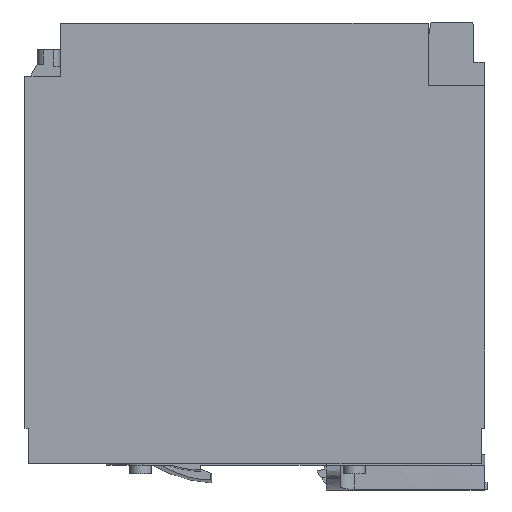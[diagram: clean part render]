
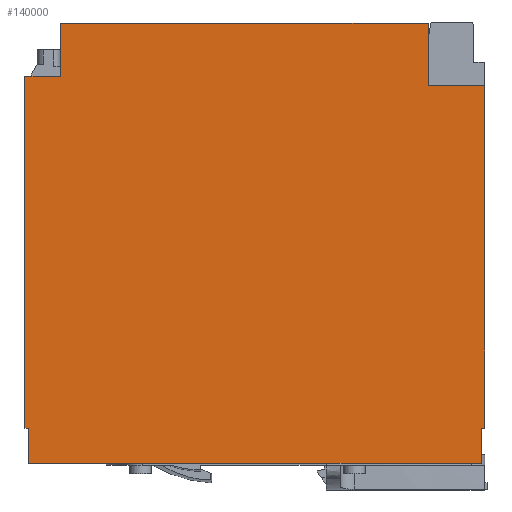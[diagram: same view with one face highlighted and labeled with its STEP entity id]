
A CAD part, left-side view. The second image highlights one B-rep face of the part: STEP entity #140000.
In plain terms, the highlighted face is planar.
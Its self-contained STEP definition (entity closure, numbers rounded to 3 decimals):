
#2510=CARTESIAN_POINT('',(41.,-96.5,-65.));
#2520=VERTEX_POINT('',#2510);
#2550=CARTESIAN_POINT('',(41.,0.,-65.));
#2560=DIRECTION('',(0.,-1.,0.));
#2570=VECTOR('',#2560,1.);
#2580=LINE('',#2550,#2570);
#2590=CARTESIAN_POINT('',(41.,3.,-65.));
#2600=VERTEX_POINT('',#2590);
#2610=EDGE_CURVE('',#2600,#2520,#2580,.T.);
#71230=CARTESIAN_POINT('',(41.,0.,65.));
#71240=DIRECTION('',(0.,1.,0.));
#71250=VECTOR('',#71240,1.);
#71260=LINE('',#71230,#71250);
#71270=CARTESIAN_POINT('',(41.,-93.8,65.));
#71280=VERTEX_POINT('',#71270);
#71290=CARTESIAN_POINT('',(41.,3.,65.));
#71300=VERTEX_POINT('',#71290);
#71310=EDGE_CURVE('',#71280,#71300,#71260,.T.);
#139150=CARTESIAN_POINT('',(41.,-111.5,-27.533));
#139160=DIRECTION('',(-1.,-0.,-0.));
#139170=DIRECTION('',(0.,0.,-1.));
#139180=AXIS2_PLACEMENT_3D('',#139150,#139160,#139170);
#139190=PLANE('',#139180);
#139200=CARTESIAN_POINT('',(41.,13.,0.));
#139210=DIRECTION('',(0.,0.,1.));
#139220=VECTOR('',#139210,1.);
#139230=LINE('',#139200,#139220);
#139240=CARTESIAN_POINT('',(41.,13.,-64.));
#139250=VERTEX_POINT('',#139240);
#139260=CARTESIAN_POINT('',(41.,13.,64.));
#139270=VERTEX_POINT('',#139260);
#139280=EDGE_CURVE('',#139250,#139270,#139230,.T.);
#139290=ORIENTED_EDGE('',*,*,#139280,.T.);
#139300=CARTESIAN_POINT('',(41.,0.,-64.));
#139310=DIRECTION('',(0.,-1.,0.));
#139320=VECTOR('',#139310,1.);
#139330=LINE('',#139300,#139320);
#139340=CARTESIAN_POINT('',(41.,3.,-64.));
#139350=VERTEX_POINT('',#139340);
#139360=EDGE_CURVE('',#139250,#139350,#139330,.T.);
#139370=ORIENTED_EDGE('',*,*,#139360,.F.);
#139380=CARTESIAN_POINT('',(41.,3.,0.));
#139390=DIRECTION('',(0.,0.,1.));
#139400=VECTOR('',#139390,1.);
#139410=LINE('',#139380,#139400);
#139420=EDGE_CURVE('',#2600,#139350,#139410,.T.);
#139430=ORIENTED_EDGE('',*,*,#139420,.T.);
#139440=ORIENTED_EDGE('',*,*,#2610,.F.);
#139450=CARTESIAN_POINT('',(41.,-96.5,0.));
#139460=DIRECTION('',(0.,0.,1.));
#139470=VECTOR('',#139460,1.);
#139480=LINE('',#139450,#139470);
#139490=CARTESIAN_POINT('',(41.,-96.5,-55.));
#139500=VERTEX_POINT('',#139490);
#139510=EDGE_CURVE('',#2520,#139500,#139480,.T.);
#139520=ORIENTED_EDGE('',*,*,#139510,.F.);
#139530=CARTESIAN_POINT('',(41.,0.,-55.));
#139540=DIRECTION('',(0.,-1.,0.));
#139550=VECTOR('',#139540,1.);
#139560=LINE('',#139530,#139550);
#139570=CARTESIAN_POINT('',(41.,-111.5,-55.));
#139580=VERTEX_POINT('',#139570);
#139590=EDGE_CURVE('',#139500,#139580,#139560,.T.);
#139600=ORIENTED_EDGE('',*,*,#139590,.F.);
#139610=CARTESIAN_POINT('',(41.,-111.5,0.));
#139620=DIRECTION('',(0.,0.,1.));
#139630=VECTOR('',#139620,1.);
#139640=LINE('',#139610,#139630);
#139650=CARTESIAN_POINT('',(41.,-111.5,49.));
#139660=VERTEX_POINT('',#139650);
#139670=EDGE_CURVE('',#139580,#139660,#139640,.T.);
#139680=ORIENTED_EDGE('',*,*,#139670,.F.);
#139690=CARTESIAN_POINT('',(41.,0.,49.));
#139700=DIRECTION('',(0.,1.,0.));
#139710=VECTOR('',#139700,1.);
#139720=LINE('',#139690,#139710);
#139730=CARTESIAN_POINT('',(41.,-93.8,49.));
#139740=VERTEX_POINT('',#139730);
#139750=EDGE_CURVE('',#139660,#139740,#139720,.T.);
#139760=ORIENTED_EDGE('',*,*,#139750,.F.);
#139770=CARTESIAN_POINT('',(41.,-93.8,0.));
#139780=DIRECTION('',(0.,0.,1.));
#139790=VECTOR('',#139780,1.);
#139800=LINE('',#139770,#139790);
#139810=EDGE_CURVE('',#139740,#71280,#139800,.T.);
#139820=ORIENTED_EDGE('',*,*,#139810,.F.);
#139830=ORIENTED_EDGE('',*,*,#71310,.F.);
#139840=CARTESIAN_POINT('',(41.,3.,0.));
#139850=DIRECTION('',(0.,0.,1.));
#139860=VECTOR('',#139850,1.);
#139870=LINE('',#139840,#139860);
#139880=CARTESIAN_POINT('',(41.,3.,64.));
#139890=VERTEX_POINT('',#139880);
#139900=EDGE_CURVE('',#139890,#71300,#139870,.T.);
#139910=ORIENTED_EDGE('',*,*,#139900,.T.);
#139920=CARTESIAN_POINT('',(41.,0.,64.));
#139930=DIRECTION('',(0.,1.,0.));
#139940=VECTOR('',#139930,1.);
#139950=LINE('',#139920,#139940);
#139960=EDGE_CURVE('',#139890,#139270,#139950,.T.);
#139970=ORIENTED_EDGE('',*,*,#139960,.F.);
#139980=EDGE_LOOP('',(#139970,#139910,#139830,#139820,#139760,#139680,
#139600,#139520,#139440,#139430,#139370,#139290));
#139990=FACE_OUTER_BOUND('',#139980,.T.);
#140000=ADVANCED_FACE('',(#139990),#139190,.F.);
